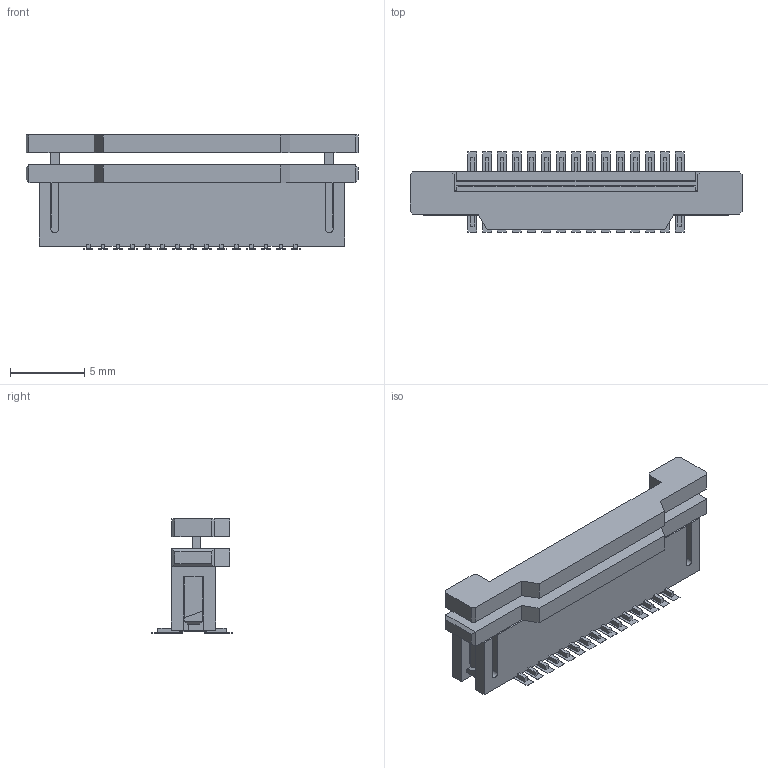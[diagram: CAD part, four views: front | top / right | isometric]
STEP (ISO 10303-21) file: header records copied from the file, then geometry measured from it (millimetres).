
FILE_DESCRIPTION (( 'STEP AP203' ), '1' );
FILE_NAME ('080-1669-000_2.step_Default_sldprt.STEP', '2020-11-13T20:11:03', ( '' ), ( '' ), 'SwSTEP 2.0', 'SolidWorks 2019', '' );
FILE_SCHEMA (( 'CONFIG_CONTROL_DESIGN' ));
Length unit declared in the file: inch
Products named in the file (1): 080-1669-000_2.step_Default_sldprt
Bounding box: 22.4 x 5.4 x 7.7 mm (x, y, z)
Volume: 369.4 mm3; surface area: 972 mm2
Topology: 1 solids, 1 shells, 590 faces, 1686 edges, 1118 vertices
Faces by surface type: plane 586, cylinder 4
Entity records: 18981 total; most frequent: CARTESIAN_POINT 3395, ORIENTED_EDGE 3372, DIRECTION 2876, EDGE_CURVE 1686, VECTOR 1678, LINE 1678, VERTEX_POINT 1118, EDGE_LOOP 654
